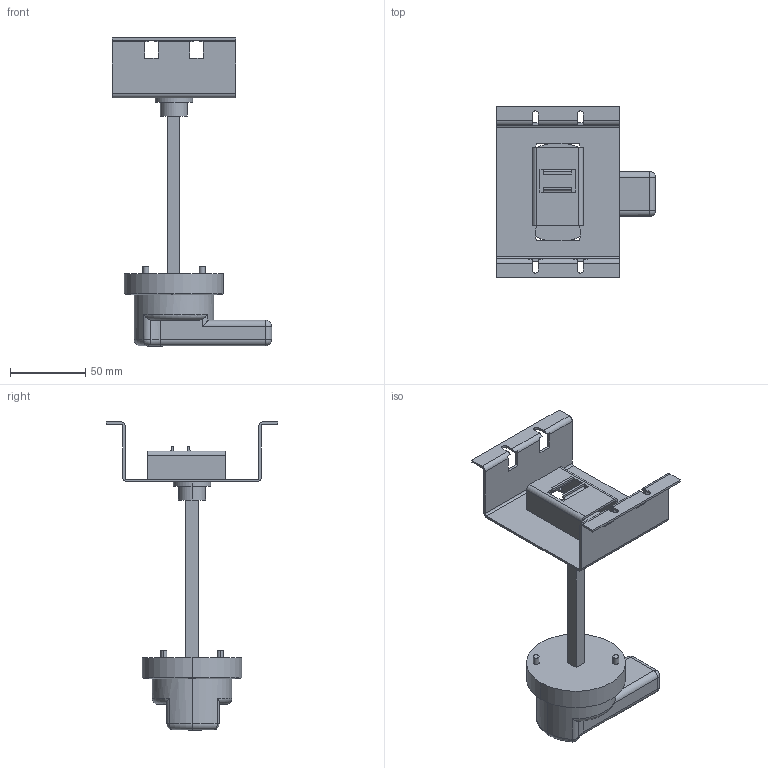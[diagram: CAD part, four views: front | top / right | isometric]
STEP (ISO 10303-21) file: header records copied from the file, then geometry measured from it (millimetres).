
FILE_DESCRIPTION (( 'STEP AP214' ), '1' );
FILE_NAME ('mccb99m-a-119 Ðó÷íîé ïîâîðîòíûé ïðèâîä ê ÂÀ-99Ì 100À.STEP', '2020-09-21T10:29:45', ( '' ), ( '' ), 'SwSTEP 2.0', 'SolidWorks 2019', '' );
FILE_SCHEMA (( 'AUTOMOTIVE_DESIGN' ));
Length unit declared in the file: millimetre
Products named in the file (1): mccb99m-a-119 Ðó÷íîé ïîâîðîòíûé ïðèâîä ê ÂÀ-99Ì 100À
Bounding box: 106.04 x 114 x 205.2 mm (x, y, z)
Volume: 166711.1 mm3; surface area: 58736 mm2
Topology: 1 solids, 1 shells, 187 faces, 513 edges, 327 vertices
Faces by surface type: plane 102, cylinder 64, torus 6, sphere 6, cone 5, bspline 4
Entity records: 6182 total; most frequent: CARTESIAN_POINT 1364, ORIENTED_EDGE 1010, DIRECTION 988, EDGE_CURVE 505, VECTOR 330, LINE 330, AXIS2_PLACEMENT_3D 329, VERTEX_POINT 325
